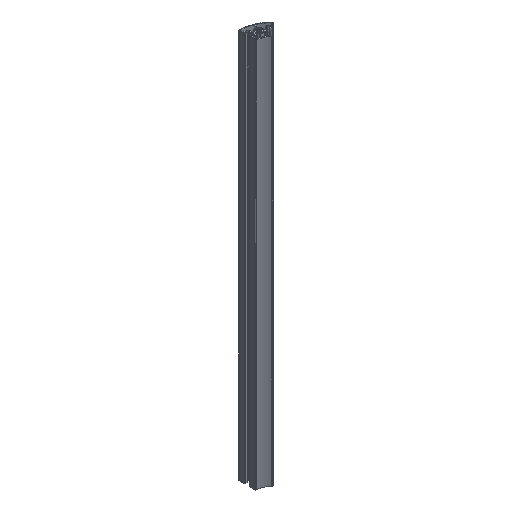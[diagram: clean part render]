
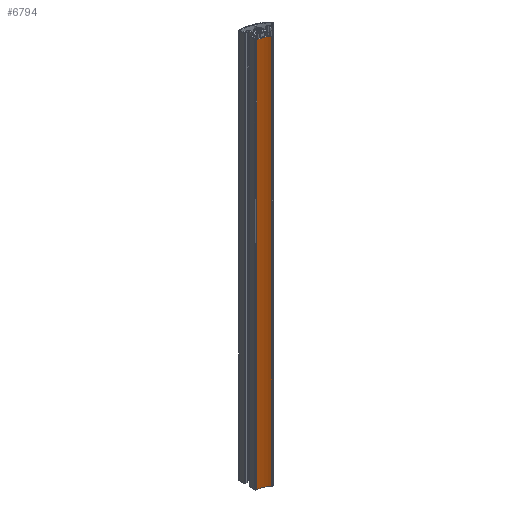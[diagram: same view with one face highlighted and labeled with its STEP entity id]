
A CAD part, isometric view. The second image highlights one B-rep face of the part: STEP entity #6794.
In plain terms, the highlighted cylindrical face has radius 45 mm (diameter 90 mm), a partial arc.
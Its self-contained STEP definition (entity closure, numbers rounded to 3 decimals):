
#3422=VECTOR('',#5531,1.);
#3423=VECTOR('',#5538,1.);
#3671=LINE('',#6214,#3422);
#3672=LINE('',#6219,#3423);
#4006=ORIENTED_EDGE('',*,*,#4753,.F.);
#4007=ORIENTED_EDGE('',*,*,#4888,.T.);
#4008=ORIENTED_EDGE('',*,*,#4890,.T.);
#4009=ORIENTED_EDGE('',*,*,#4891,.F.);
#4452=CIRCLE('',#6556,45.);
#4490=CIRCLE('',#6617,45.);
#4539=VERTEX_POINT('',#5942);
#4540=VERTEX_POINT('',#5944);
#4652=VERTEX_POINT('',#6213);
#4653=VERTEX_POINT('',#6217);
#4753=EDGE_CURVE('',#4540,#4539,#4452,.T.);
#4888=EDGE_CURVE('',#4540,#4652,#3671,.T.);
#4890=EDGE_CURVE('',#4652,#4653,#4490,.T.);
#4891=EDGE_CURVE('',#4539,#4653,#3672,.T.);
#5084=EDGE_LOOP('',(#4006,#4007,#4008,#4009));
#5201=FACE_BOUND('',#5084,.F.);
#5315=DIRECTION('',(1.,0.,0.));
#5316=DIRECTION('',(0.,44.912,2.812));
#5531=DIRECTION('',(-1000.,0.,0.));
#5534=DIRECTION('',(-1.,0.,0.));
#5535=DIRECTION('',(0.,0.998,0.063));
#5536=DIRECTION('',(1.,0.,0.));
#5537=DIRECTION('',(0.,44.912,2.812));
#5538=DIRECTION('',(-1000.,0.,0.));
#5942=CARTESIAN_POINT('',(1000.,-28.616,3.938));
#5944=CARTESIAN_POINT('',(1000.,-17.45,-23.019));
#5945=CARTESIAN_POINT('',(1000.,-62.362,-25.831));
#6213=CARTESIAN_POINT('',(0.,-17.45,-23.019));
#6214=CARTESIAN_POINT('',(1000.,-17.45,-23.019));
#6216=CARTESIAN_POINT('',(1000.,-62.362,-25.831));
#6217=CARTESIAN_POINT('',(0.,-28.616,3.938));
#6218=CARTESIAN_POINT('',(0.,-62.362,-25.831));
#6219=CARTESIAN_POINT('',(1000.,-28.616,3.938));
#6556=AXIS2_PLACEMENT_3D('',#5945,#5315,#5316);
#6616=AXIS2_PLACEMENT_3D('',#6216,#5534,#5535);
#6617=AXIS2_PLACEMENT_3D('',#6218,#5536,#5537);
#6739=CYLINDRICAL_SURFACE('',#6616,45.);
#6794=ADVANCED_FACE('',(#5201),#6739,.F.);
